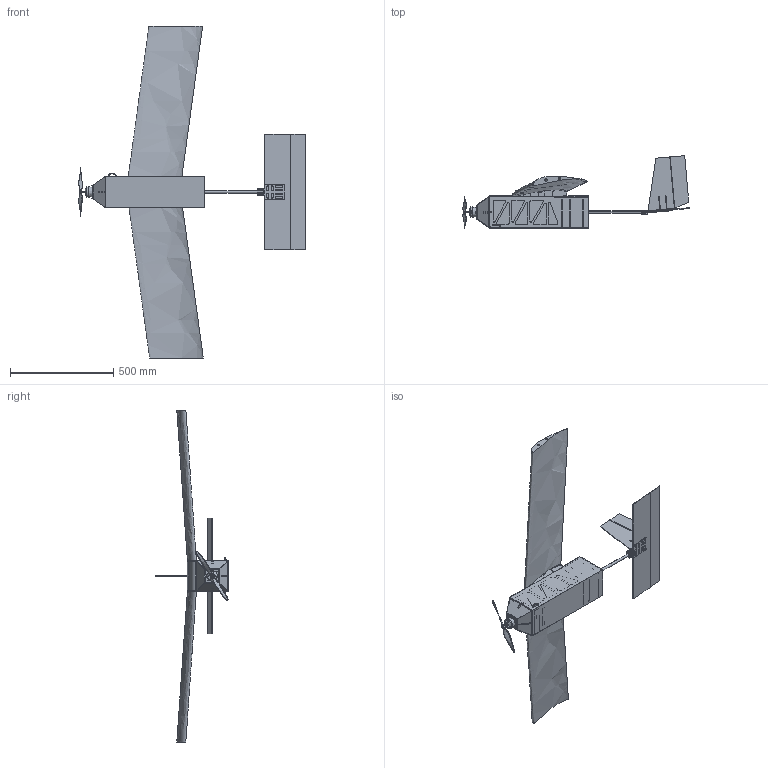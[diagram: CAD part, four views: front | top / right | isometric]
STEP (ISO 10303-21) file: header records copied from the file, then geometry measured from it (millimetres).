
FILE_DESCRIPTION(/* description */ (''),/* implementation_level */ '2;1');
FILE_NAME(/* name */ '481125f1-8bea-4533-82ee-bb84ecddbb12.step',/* time_stamp */ '2023-09-28T17:13:25Z',/* author */ (''),/* organization */ (''),/* preprocessor_version */ 'ST-DEVELOPER v20',/* originating_system */ 'Autodesk Translation Framework v12.14.0.127',/* authorisation */ '');
FILE_SCHEMA (('AUTOMOTIVE_DESIGN { 1 0 10303 214 3 1 1 }'));
Products named in the file (45): Assembly; Internal Structure shei-2; Bulk head; Internal Structure shei-2_1; Foam; part of fueslag; motor conector; motor sheild redesigned; motor; Propeller; Fuselage; motor conector butom; Tail & Boom; Boom; Tail; Boom Connectors; Connector 1 HTail-Boom; Connector 2 HTail-Boom; Connector 3 HTail-Boom; Connector 4 HTail-Boom; Connector 5 HTail-Boom; Connector 6 HTail-Boom; Connector 7 HTail-Boom; Connector 8 HTail-Boom; Connector 9 HTail-Boom; Connector 10 HTail-Boom; Horizontal tail holder; Horizontal Tail; Vertical Tail; VTail Holders; vertical tail holder; Horizontal tail holder 2; Wing; Wing Fixation; part 1 4pieces; spar2 p1 2pieces; spar2 p2 2pieces; spar1 p1 2pieces; spar1 p2 2pieces; part2 3pieces ...
Assembly tree (65 placements, depth 5):
  Assembly
    Bulk head  x3
    Internal Structure shei-2
      Foam
    Internal Structure shei-2_1
      Foam
    part of fueslag
    motor conector  x6
    motor sheild redesigned  x2
    motor
    Propeller
    Fuselage
    motor conector butom
    Tail & Boom
      Boom
      Tail
        Boom Connectors
          Connector 1 HTail-Boom
          Connector 2 HTail-Boom
          Connector 3 HTail-Boom
          Connector 4 HTail-Boom
          Connector 5 HTail-Boom
          Connector 6 HTail-Boom
          Connector 7 HTail-Boom
          Connector 8 HTail-Boom
          Connector 9 HTail-Boom
          Connector 10 HTail-Boom
        Horizontal tail holder
        Horizontal Tail
        Vertical Tail
        VTail Holders
          vertical tail holder  x4
        Horizontal tail holder 2
    Wing
      Wing Fixation
        part 1 4pieces  x5
        spar1 p1 2pieces  x2
        spar1 p2 2pieces  x2
        spar2 p1 2pieces  x2
        spar2 p2 2pieces  x2
        part2 3pieces  x2
        Cap
      Final Wing
      Final Wing v5(Mirror)
    Speed controller
    battery 2
Bounding box: 1096.22 x 351.03 x 1606 mm (x, y, z)
Volume: 8520662.9 mm3; surface area: 2498818.6 mm2
Topology: 57 solids, 57 shells, 2325 faces, 6552 edges, 4375 vertices
Faces by surface type: plane 1561, cylinder 662, bspline 90, torus 9, cone 3
Full cylindrical faces by diameter (mm): 2.351 x2, 2.477 x3, 3.3 x4, 4 x1, 6.096 x1, 6.685 x1, 10 x7, 12 x21, 13 x1, 13.081 x1, 14 x2, 15.71 x3, 50.8 x1
Entity records: 60623 total; most frequent: CARTESIAN_POINT 23359, ORIENTED_EDGE 7632, DIRECTION 7149, EDGE_CURVE 3816, LINE 2867, VECTOR 2867, VERTEX_POINT 2555, AXIS2_PLACEMENT_3D 2141
